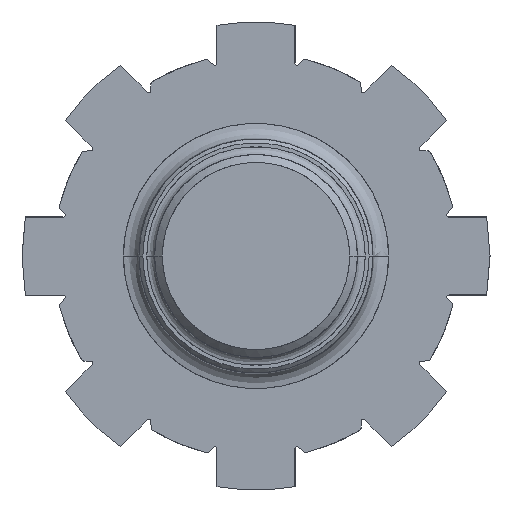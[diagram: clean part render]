
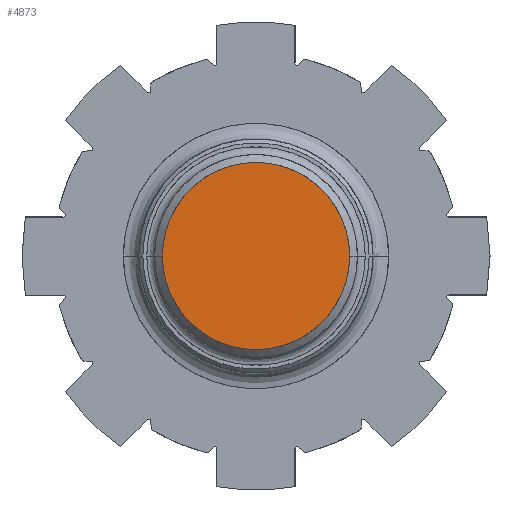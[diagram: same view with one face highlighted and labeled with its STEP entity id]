
A CAD part, front view. The second image highlights one B-rep face of the part: STEP entity #4873.
In plain terms, the highlighted free-form (B-spline) face has degree [1, 1] with [2, 2] control points.
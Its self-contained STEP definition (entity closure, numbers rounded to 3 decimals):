
#4873 = ADVANCED_FACE('',(#4874),#4896,.T.);
#4874 = FACE_BOUND('',#4875,.T.);
#4875 = EDGE_LOOP('',(#4876,#4888));
#4876 = ORIENTED_EDGE('',*,*,#4877,.T.);
#4877 = EDGE_CURVE('',#4878,#4880,#4882,.T.);
#4878 = VERTEX_POINT('',#4879);
#4879 = CARTESIAN_POINT('',(10.282,0.,0.));
#4880 = VERTEX_POINT('',#4881);
#4881 = CARTESIAN_POINT('',(-10.282,0.,0.));
#4882 = ( BOUNDED_CURVE() B_SPLINE_CURVE(2,(#4883,#4884,#4885,#4886,
#4887),.UNSPECIFIED.,.F.,.F.) B_SPLINE_CURVE_WITH_KNOTS((3,2,3),(0.,
1.571,3.142),.PIECEWISE_BEZIER_KNOTS.) CURVE() 
GEOMETRIC_REPRESENTATION_ITEM() RATIONAL_B_SPLINE_CURVE((1.,
0.707,1.,0.707,1.)) REPRESENTATION_ITEM('') );
#4883 = CARTESIAN_POINT('',(10.282,0.,0.));
#4884 = CARTESIAN_POINT('',(10.282,0.,-10.282));
#4885 = CARTESIAN_POINT('',(0.,0.,-10.282));
#4886 = CARTESIAN_POINT('',(-10.282,0.,-10.282));
#4887 = CARTESIAN_POINT('',(-10.282,0.,0.));
#4888 = ORIENTED_EDGE('',*,*,#4889,.T.);
#4889 = EDGE_CURVE('',#4880,#4878,#4890,.T.);
#4890 = ( BOUNDED_CURVE() B_SPLINE_CURVE(2,(#4891,#4892,#4893,#4894,
#4895),.UNSPECIFIED.,.F.,.F.) B_SPLINE_CURVE_WITH_KNOTS((3,2,3),(0.,
1.571,3.142),.PIECEWISE_BEZIER_KNOTS.) CURVE() 
GEOMETRIC_REPRESENTATION_ITEM() RATIONAL_B_SPLINE_CURVE((1.,
0.707,1.,0.707,1.)) REPRESENTATION_ITEM('') );
#4891 = CARTESIAN_POINT('',(-10.282,0.,0.));
#4892 = CARTESIAN_POINT('',(-10.282,0.,10.282));
#4893 = CARTESIAN_POINT('',(0.,0.,10.282));
#4894 = CARTESIAN_POINT('',(10.282,0.,10.282));
#4895 = CARTESIAN_POINT('',(10.282,0.,0.));
#4896 = B_SPLINE_SURFACE_WITH_KNOTS('',1,1,(
    (#4897,#4898)
    ,(#4899,#4900
    )),.UNSPECIFIED.,.F.,.F.,.F.,(2,2),(2,2),(-12.,12.),(-12.,12.),
  .PIECEWISE_BEZIER_KNOTS.);
#4897 = CARTESIAN_POINT('',(-10.282,0.,-10.282));
#4898 = CARTESIAN_POINT('',(10.282,0.,-10.282));
#4899 = CARTESIAN_POINT('',(-10.282,0.,10.282));
#4900 = CARTESIAN_POINT('',(10.282,0.,10.282));
